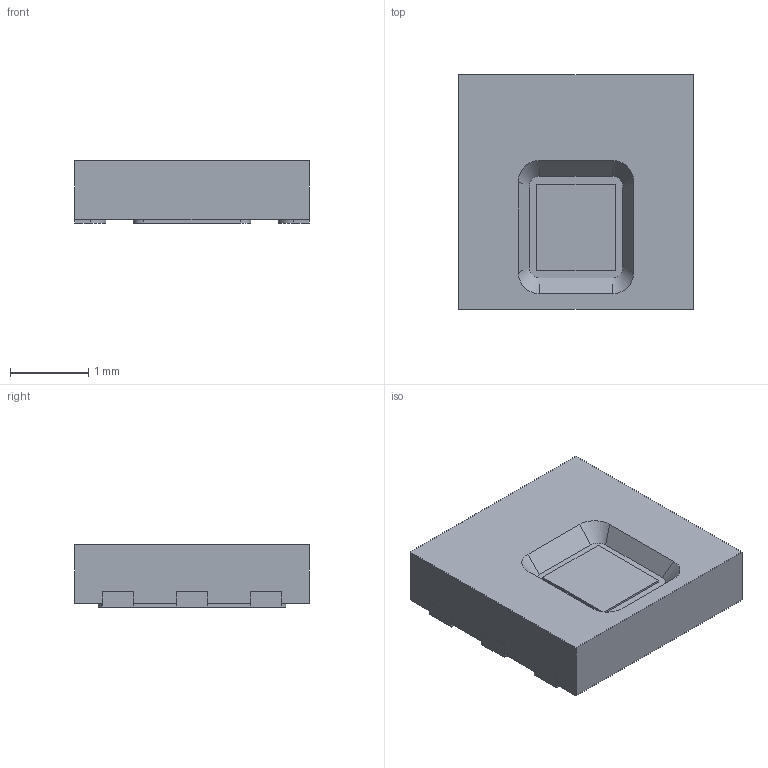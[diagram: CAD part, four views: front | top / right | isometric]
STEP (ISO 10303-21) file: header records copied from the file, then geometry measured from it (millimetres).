
FILE_DESCRIPTION(('FreeCAD Model'),'2;1');
FILE_NAME('Open CASCADE Shape Model','2025-06-21T23:49:36',( 'kicad StepUp'),('ksu MCAD'),'Open CASCADE STEP processor 7.8', 'FreeCAD','Unknown');
FILE_SCHEMA(('AUTOMOTIVE_DESIGN { 1 0 10303 214 1 1 1 1 }'));
Length unit declared in the file: millimetre
Products named in the file (1): Fusion
Bounding box: 3 x 3 x 0.8 mm (x, y, z)
Volume: 6.6 mm3; surface area: 28.5 mm2
Topology: 1 solids, 1 shells, 61 faces, 168 edges, 112 vertices
Faces by surface type: plane 42, cylinder 11, bspline 8
Entity records: 2545 total; most frequent: CARTESIAN_POINT 422, ORIENTED_EDGE 336, DIRECTION 298, EDGE_CURVE 168, LINE 130, VECTOR 130, VERTEX_POINT 112, AXIS2_PLACEMENT_3D 84
